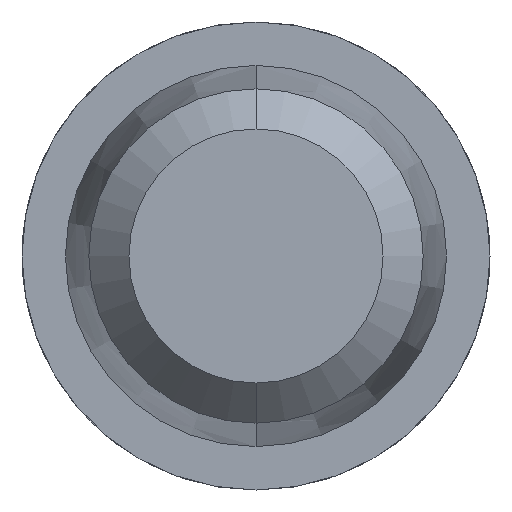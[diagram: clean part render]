
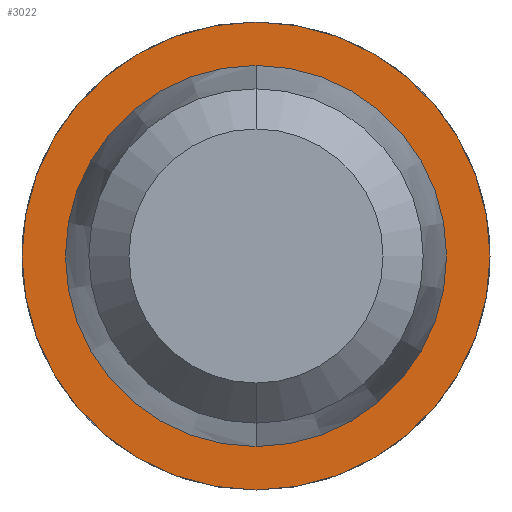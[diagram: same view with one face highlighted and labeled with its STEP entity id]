
A CAD part, front view. The second image highlights one B-rep face of the part: STEP entity #3022.
In plain terms, the highlighted planar face has unit normal (0, -1, 0).
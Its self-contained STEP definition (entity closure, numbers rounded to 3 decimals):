
#48 = DIRECTION ( 'NONE',  ( 0., -1., 0. ) ) ;
#91 = AXIS2_PLACEMENT_3D ( 'NONE', #776, #2497, #2854 ) ;
#101 = DIRECTION ( 'NONE',  ( 0., -1., 0. ) ) ;
#278 = CARTESIAN_POINT ( 'NONE',  ( 0., 26., -0.57 ) ) ;
#307 = ORIENTED_EDGE ( 'NONE', *, *, #1908, .F. ) ;
#386 = DIRECTION ( 'NONE',  ( 0., 0., -1. ) ) ;
#493 = EDGE_LOOP ( 'NONE', ( #307, #634 ) ) ;
#584 = DIRECTION ( 'NONE',  ( 0., 0., -1. ) ) ;
#634 = ORIENTED_EDGE ( 'NONE', *, *, #3961, .F. ) ;
#645 = ORIENTED_EDGE ( 'NONE', *, *, #2960, .T. ) ;
#677 = CIRCLE ( 'NONE', #3624, 0.57 ) ;
#776 = CARTESIAN_POINT ( 'NONE',  ( 0., 26., 0. ) ) ;
#938 = CARTESIAN_POINT ( 'NONE',  ( 0., 26., 0.7 ) ) ;
#1049 = CARTESIAN_POINT ( 'NONE',  ( 0., 26., 0.57 ) ) ;
#1073 = EDGE_LOOP ( 'NONE', ( #645, #1381 ) ) ;
#1220 = VERTEX_POINT ( 'NONE', #3866 ) ;
#1305 = AXIS2_PLACEMENT_3D ( 'NONE', #2667, #1576, #584 ) ;
#1381 = ORIENTED_EDGE ( 'NONE', *, *, #3016, .T. ) ;
#1414 = AXIS2_PLACEMENT_3D ( 'NONE', #2103, #48, #386 ) ;
#1475 = CIRCLE ( 'NONE', #1305, 0.57 ) ;
#1483 = DIRECTION ( 'NONE',  ( 0., 0., -1. ) ) ;
#1497 = VERTEX_POINT ( 'NONE', #938 ) ;
#1504 = CARTESIAN_POINT ( 'NONE',  ( 0., 26., 0. ) ) ;
#1576 = DIRECTION ( 'NONE',  ( 0., -1., 0. ) ) ;
#1762 = CIRCLE ( 'NONE', #91, 0.7 ) ;
#1776 = CARTESIAN_POINT ( 'NONE',  ( 0.57, 26., 0. ) ) ;
#1908 = EDGE_CURVE ( 'Defeature ausgef�hrt2_9+Defeature ausgef�hrt2_10+Defeature ausgef�hrt2_10+Defeature ausgef�hrt2_10', #2071, #3271, #1475, .T. ) ;
#2071 = VERTEX_POINT ( 'NONE', #1049 ) ;
#2103 = CARTESIAN_POINT ( 'NONE',  ( 0., 26., 0. ) ) ;
#2467 = DIRECTION ( 'NONE',  ( 0., 0., -1. ) ) ;
#2497 = DIRECTION ( 'NONE',  ( 0., -1., 0. ) ) ;
#2534 = FACE_OUTER_BOUND ( 'NONE', #1073, .T. ) ;
#2667 = CARTESIAN_POINT ( 'NONE',  ( 0., 26., 0. ) ) ;
#2836 = DIRECTION ( 'NONE',  ( 0., -1., 0. ) ) ;
#2854 = DIRECTION ( 'NONE',  ( 0., 0., -1. ) ) ;
#2960 = EDGE_CURVE ( 'Defeature ausgef�hrt2_10+Defeature ausgef�hrt2_11+Defeature ausgef�hrt2_11+Defeature ausgef�hrt2_11', #1220, #1497, #3235, .T. ) ;
#3016 = EDGE_CURVE ( 'Defeature ausgef�hrt2_10+Defeature ausgef�hrt2_11+Defeature ausgef�hrt2_11+Defeature ausgef�hrt2_11', #1497, #1220, #1762, .T. ) ;
#3022 = ADVANCED_FACE ( 'Defeature ausgef�hrt2_10', ( #2534, #3120 ), #3094, .T. ) ;
#3094 = PLANE ( 'NONE',  #4241 ) ;
#3120 = FACE_BOUND ( 'NONE', #493, .T. ) ;
#3235 = CIRCLE ( 'NONE', #1414, 0.7 ) ;
#3271 = VERTEX_POINT ( 'NONE', #278 ) ;
#3624 = AXIS2_PLACEMENT_3D ( 'NONE', #1504, #101, #2467 ) ;
#3866 = CARTESIAN_POINT ( 'NONE',  ( 0., 26., -0.7 ) ) ;
#3961 = EDGE_CURVE ( 'Defeature ausgef�hrt2_9+Defeature ausgef�hrt2_10+Defeature ausgef�hrt2_10+Defeature ausgef�hrt2_10', #3271, #2071, #677, .T. ) ;
#4241 = AXIS2_PLACEMENT_3D ( 'NONE', #1776, #2836, #1483 ) ;
